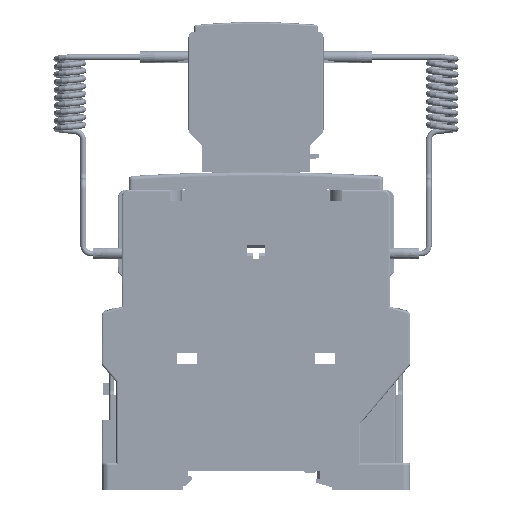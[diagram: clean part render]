
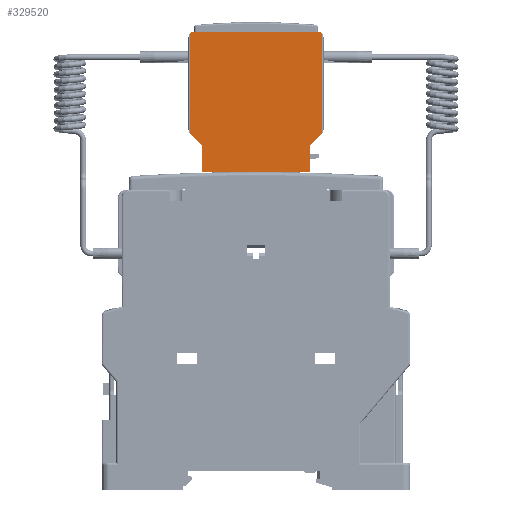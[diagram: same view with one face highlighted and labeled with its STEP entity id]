
A CAD part, left-side view. The second image highlights one B-rep face of the part: STEP entity #329520.
In plain terms, the highlighted planar face has unit normal (-1, 0, 0).
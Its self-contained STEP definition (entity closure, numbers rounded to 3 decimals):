
#81355=DIRECTION('',(0.,1.,0.));
#81356=VECTOR('',#81355,20.662);
#81357=CARTESIAN_POINT('',(-19.96,-10.332,
82.68));
#81358=LINE('',#81357,#81356);
#82354=DIRECTION('',(0.,0.,-1.));
#82355=VECTOR('',#82354,7.);
#82356=CARTESIAN_POINT('',(-19.96,-14.043,
89.479));
#82357=LINE('',#82356,#82355);
#82366=DIRECTION('',(0.,1.,0.));
#82367=VECTOR('',#82366,2.534);
#82368=CARTESIAN_POINT('',(-19.96,-14.043,
82.48));
#82369=LINE('',#82368,#82367);
#82370=CARTESIAN_POINT('',(-19.96,-0.001,
-418.888));
#82371=DIRECTION('',(1.,0.,0.));
#82372=DIRECTION('',(0.,-0.021,1.));
#82373=AXIS2_PLACEMENT_3D('',#82370,#82371,#82372);
#82375=CARTESIAN_POINT('',(-19.96,-10.332,
82.48));
#82376=DIRECTION('',(1.,0.,0.));
#82377=DIRECTION('',(0.,0.,1.));
#82378=AXIS2_PLACEMENT_3D('',#82375,#82376,#82377);
#82380=CARTESIAN_POINT('',(-19.96,10.33,
82.48));
#82381=DIRECTION('',(1.,0.,0.));
#82382=DIRECTION('',(0.,0.994,0.107));
#82383=AXIS2_PLACEMENT_3D('',#82380,#82381,#82382);
#82385=CARTESIAN_POINT('',(-19.96,-0.001,
-418.888));
#82386=DIRECTION('',(1.,0.,0.));
#82387=DIRECTION('',(0.,0.023,1.));
#82388=AXIS2_PLACEMENT_3D('',#82385,#82386,#82387);
#82390=DIRECTION('',(0.,-0.707,-0.707));
#82391=VECTOR('',#82390,4.341);
#82392=CARTESIAN_POINT('',(-19.96,17.111,
92.549));
#82393=LINE('',#82392,#82391);
#82394=CARTESIAN_POINT('',(-19.96,16.047,
93.613));
#82395=DIRECTION('',(-1.,0.,0.));
#82396=DIRECTION('',(0.,0.8,-0.6));
#82397=AXIS2_PLACEMENT_3D('',#82394,#82395,#82396);
#82399=CARTESIAN_POINT('',(-19.96,16.047,
117.585));
#82400=DIRECTION('',(-1.,0.,0.));
#82401=DIRECTION('',(0.,0.,1.));
#82402=AXIS2_PLACEMENT_3D('',#82399,#82400,#82401);
#82404=CARTESIAN_POINT('',(-19.96,-16.049,
117.585));
#82405=DIRECTION('',(-1.,0.,0.));
#82406=DIRECTION('',(0.,-0.8,0.6));
#82407=AXIS2_PLACEMENT_3D('',#82404,#82405,#82406);
#82409=CARTESIAN_POINT('',(-19.96,-16.049,
93.613));
#82410=DIRECTION('',(-1.,0.,0.));
#82411=DIRECTION('',(0.,-0.707,-0.707));
#82412=AXIS2_PLACEMENT_3D('',#82409,#82410,#82411);
#82414=DIRECTION('',(0.,-0.707,0.707));
#82415=VECTOR('',#82414,4.341);
#82416=CARTESIAN_POINT('',(-19.96,-14.043,
89.479));
#82417=LINE('',#82416,#82415);
#82426=DIRECTION('',(0.,1.,0.));
#82427=VECTOR('',#82426,2.534);
#82428=CARTESIAN_POINT('',(-19.96,11.507,
82.48));
#82429=LINE('',#82428,#82427);
#82450=DIRECTION('',(0.,0.,1.));
#82451=VECTOR('',#82450,7.);
#82452=CARTESIAN_POINT('',(-19.96,14.041,
82.48));
#82453=LINE('',#82452,#82451);
#83927=CARTESIAN_POINT('',(-19.96,17.251,
118.487));
#83947=DIRECTION('',(0.,-1.,0.));
#83948=VECTOR('',#83947,32.096);
#83949=CARTESIAN_POINT('',(-19.96,16.047,
119.089));
#83950=LINE('',#83949,#83948);
#83981=DIRECTION('',(0.,0.,-1.));
#83982=VECTOR('',#83981,25.777);
#83983=CARTESIAN_POINT('',(-19.96,-17.253,
118.487));
#83984=LINE('',#83983,#83982);
#84009=CARTESIAN_POINT('',(-19.96,-17.253,
92.71));
#84019=DIRECTION('',(0.,0.,1.));
#84020=VECTOR('',#84019,25.777);
#84021=CARTESIAN_POINT('',(-19.96,17.251,
92.71));
#84022=LINE('',#84021,#84020);
#105649=CARTESIAN_POINT('',(-19.96,11.507,
82.48));
#105650=VERTEX_POINT('',#105649);
#105651=CARTESIAN_POINT('',(-19.96,10.529,
82.501));
#105652=VERTEX_POINT('',#105651);
#115916=CARTESIAN_POINT('',(-19.96,-10.332,
82.68));
#115917=VERTEX_POINT('',#115916);
#115918=CARTESIAN_POINT('',(-19.96,10.33,
82.68));
#115919=VERTEX_POINT('',#115918);
#121651=CARTESIAN_POINT('',(-19.96,16.047,
119.089));
#121653=VERTEX_POINT('',#121651);
#121657=CARTESIAN_POINT('',(-19.96,-16.049,
119.089));
#121658=VERTEX_POINT('',#121657);
#122118=CARTESIAN_POINT('',(-19.96,17.251,
92.71));
#122119=CARTESIAN_POINT('',(-19.96,17.111,
92.549));
#122120=VERTEX_POINT('',#122118);
#122121=VERTEX_POINT('',#122119);
#122122=CARTESIAN_POINT('',(-19.96,-10.531,
82.501));
#122123=VERTEX_POINT('',#122122);
#122124=VERTEX_POINT('',#84009);
#122125=CARTESIAN_POINT('',(-19.96,-17.113,
92.549));
#122126=VERTEX_POINT('',#122125);
#122127=CARTESIAN_POINT('',(-19.96,-17.253,
118.487));
#122128=VERTEX_POINT('',#122127);
#122129=VERTEX_POINT('',#83927);
#122130=CARTESIAN_POINT('',(-19.96,14.041,
89.479));
#122131=VERTEX_POINT('',#122130);
#122132=CARTESIAN_POINT('',(-19.96,14.041,
82.48));
#122133=VERTEX_POINT('',#122132);
#122136=CARTESIAN_POINT('',(-19.96,-11.509,
82.48));
#122137=VERTEX_POINT('',#122136);
#122138=CARTESIAN_POINT('',(-19.96,-14.043,
82.48));
#122139=VERTEX_POINT('',#122138);
#122140=CARTESIAN_POINT('',(-19.96,-14.043,
89.479));
#122141=VERTEX_POINT('',#122140);
#329482=CARTESIAN_POINT('',(-19.96,-17.553,
82.68));
#329483=DIRECTION('',(-1.,0.,0.));
#329484=DIRECTION('',(0.,0.,1.));
#329485=AXIS2_PLACEMENT_3D('',#329482,#329483,#329484);
#329486=PLANE('',#329485);
#329487=ORIENTED_EDGE('',*,*,#191318,.F.);
#329489=ORIENTED_EDGE('',*,*,#329488,.F.);
#329490=ORIENTED_EDGE('',*,*,#328370,.T.);
#329492=ORIENTED_EDGE('',*,*,#329491,.F.);
#329493=ORIENTED_EDGE('',*,*,#191123,.F.);
#329495=ORIENTED_EDGE('',*,*,#329494,.T.);
#329497=ORIENTED_EDGE('',*,*,#329496,.T.);
#329499=ORIENTED_EDGE('',*,*,#329498,.F.);
#329501=ORIENTED_EDGE('',*,*,#329500,.F.);
#329503=ORIENTED_EDGE('',*,*,#329502,.T.);
#329505=ORIENTED_EDGE('',*,*,#329504,.F.);
#329507=ORIENTED_EDGE('',*,*,#329506,.T.);
#329509=ORIENTED_EDGE('',*,*,#329508,.F.);
#329511=ORIENTED_EDGE('',*,*,#329510,.T.);
#329513=ORIENTED_EDGE('',*,*,#329512,.F.);
#329515=ORIENTED_EDGE('',*,*,#329514,.F.);
#329516=ORIENTED_EDGE('',*,*,#329457,.T.);
#329517=ORIENTED_EDGE('',*,*,#329475,.T.);
#329518=EDGE_LOOP('',(#329487,#329489,#329490,#329492,#329493,#329495,#329497,
#329499,#329501,#329503,#329505,#329507,#329509,#329511,#329513,#329515,#329516,
#329517));
#329519=FACE_OUTER_BOUND('',#329518,.F.);
#329520=ADVANCED_FACE('',(#329519),#329486,.T.);
#82374=CIRCLE('',#82373,501.5);
#82379=CIRCLE('',#82378,0.201);
#82384=CIRCLE('',#82383,0.201);
#82389=CIRCLE('',#82388,501.5);
#82398=CIRCLE('',#82397,1.505);
#82403=CIRCLE('',#82402,1.505);
#82408=CIRCLE('',#82407,1.505);
#82413=CIRCLE('',#82412,1.505);
#191123=EDGE_CURVE('',#105650,#105652,#82389,.T.);
#191318=EDGE_CURVE('',#122123,#122137,#82374,.T.);
#328370=EDGE_CURVE('',#115917,#115919,#81358,.T.);
#329457=EDGE_CURVE('',#122141,#122139,#82357,.T.);
#329475=EDGE_CURVE('',#122139,#122137,#82369,.T.);
#329488=EDGE_CURVE('',#115917,#122123,#82379,.T.);
#329491=EDGE_CURVE('',#105652,#115919,#82384,.T.);
#329494=EDGE_CURVE('',#105650,#122133,#82429,.T.);
#329496=EDGE_CURVE('',#122133,#122131,#82453,.T.);
#329498=EDGE_CURVE('',#122121,#122131,#82393,.T.);
#329500=EDGE_CURVE('',#122120,#122121,#82398,.T.);
#329502=EDGE_CURVE('',#122120,#122129,#84022,.T.);
#329504=EDGE_CURVE('',#121653,#122129,#82403,.T.);
#329506=EDGE_CURVE('',#121653,#121658,#83950,.T.);
#329508=EDGE_CURVE('',#122128,#121658,#82408,.T.);
#329510=EDGE_CURVE('',#122128,#122124,#83984,.T.);
#329512=EDGE_CURVE('',#122126,#122124,#82413,.T.);
#329514=EDGE_CURVE('',#122141,#122126,#82417,.T.);
